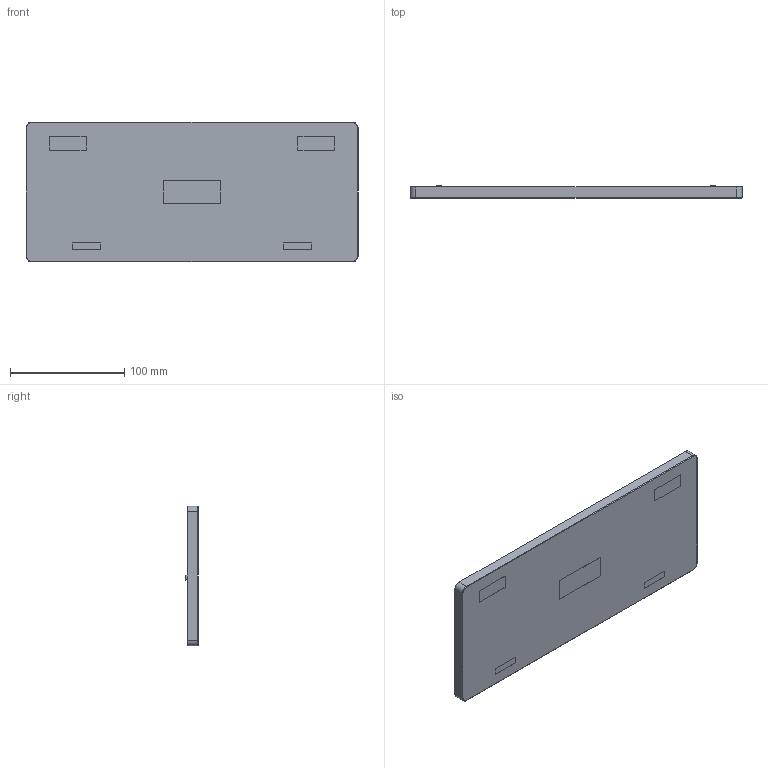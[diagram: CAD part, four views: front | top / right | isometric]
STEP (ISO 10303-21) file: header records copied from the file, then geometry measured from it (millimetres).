
FILE_DESCRIPTION (( 'STEP AP203' ), '1' );
FILE_NAME ('小鲸鱼78后盖.STEP', '2022-09-22T10:04:45', ( '' ), ( '' ), 'SwSTEP 2.0', 'SolidWorks 2022', '' );
FILE_SCHEMA (( 'CONFIG_CONTROL_DESIGN' ));
Length unit declared in the file: millimetre
Products named in the file (1): 苤儘赶78綴裔
Bounding box: 290 x 10.5 x 122 mm (x, y, z)
Volume: 64245.1 mm3; surface area: 87574.9 mm2
Topology: 1 solids, 1 shells, 178 faces, 437 edges, 282 vertices
Faces by surface type: plane 113, cylinder 47, cone 14, torus 4
Entity records: 5298 total; most frequent: CARTESIAN_POINT 910, DIRECTION 907, ORIENTED_EDGE 874, EDGE_CURVE 437, VECTOR 317, LINE 317, AXIS2_PLACEMENT_3D 295, VERTEX_POINT 282
